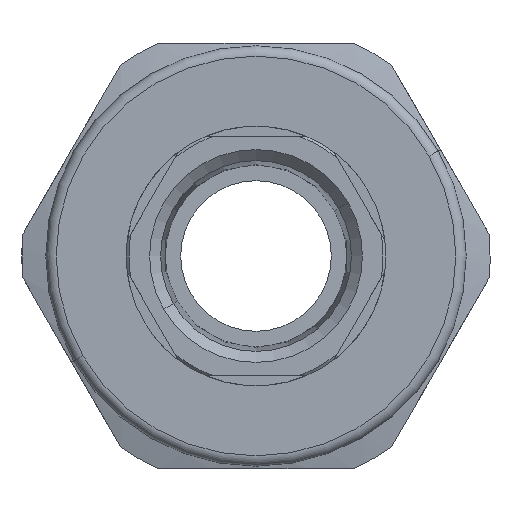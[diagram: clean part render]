
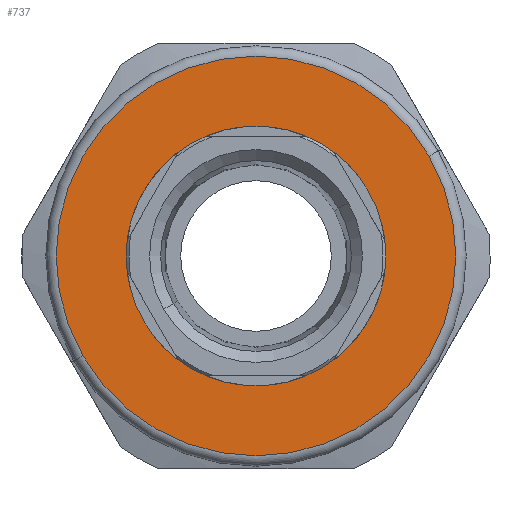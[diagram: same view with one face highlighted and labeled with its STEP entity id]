
A CAD part, left-side view. The second image highlights one B-rep face of the part: STEP entity #737.
In plain terms, the highlighted planar face has unit normal (-1, 0, 0).
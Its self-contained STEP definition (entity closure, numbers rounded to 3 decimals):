
#78 = CARTESIAN_POINT ( 'NONE',  ( -6.13, -10.825, 6.25 ) ) ;
#109 = EDGE_CURVE ( 'NONE', #153, #646, #657, .T. ) ;
#153 = VERTEX_POINT ( 'NONE', #2200 ) ;
#272 = CIRCLE ( 'NONE', #1400, 12.5 ) ;
#374 = DIRECTION ( 'NONE',  ( 0., 0.866, -0.5 ) ) ;
#376 = DIRECTION ( 'NONE',  ( 1., 0., 0. ) ) ;
#457 = AXIS2_PLACEMENT_3D ( 'NONE', #2621, #1193, #374 ) ;
#468 = CIRCLE ( 'NONE', #2065, 19.25 ) ;
#471 = CARTESIAN_POINT ( 'NONE',  ( -6.13, 16.671, -9.625 ) ) ;
#545 = ORIENTED_EDGE ( 'NONE', *, *, #1492, .F. ) ;
#597 = CARTESIAN_POINT ( 'NONE',  ( -6.13, 0., 0. ) ) ;
#646 = VERTEX_POINT ( 'NONE', #78 ) ;
#657 = CIRCLE ( 'NONE', #1274, 12.5 ) ;
#737 = ADVANCED_FACE ( 'NONE', ( #1014, #2399 ), #2013, .T. ) ;
#768 = DIRECTION ( 'NONE',  ( 0., -0.866, 0.5 ) ) ;
#893 = DIRECTION ( 'NONE',  ( 1., 0., 0. ) ) ;
#998 = EDGE_CURVE ( 'NONE', #646, #153, #272, .T. ) ;
#1014 = FACE_BOUND ( 'NONE', #1799, .T. ) ;
#1019 = VERTEX_POINT ( 'NONE', #471 ) ;
#1058 = CARTESIAN_POINT ( 'NONE',  ( -6.13, -16.671, 9.625 ) ) ;
#1193 = DIRECTION ( 'NONE',  ( 1., 0., 0. ) ) ;
#1203 = VERTEX_POINT ( 'NONE', #1058 ) ;
#1229 = DIRECTION ( 'NONE',  ( -1., 0., 0. ) ) ;
#1250 = CIRCLE ( 'NONE', #457, 19.25 ) ;
#1274 = AXIS2_PLACEMENT_3D ( 'NONE', #597, #376, #2593 ) ;
#1353 = ORIENTED_EDGE ( 'NONE', *, *, #2637, .F. ) ;
#1400 = AXIS2_PLACEMENT_3D ( 'NONE', #2521, #893, #2354 ) ;
#1413 = ORIENTED_EDGE ( 'NONE', *, *, #109, .T. ) ;
#1492 = EDGE_CURVE ( 'NONE', #1203, #1019, #1250, .T. ) ;
#1654 = CARTESIAN_POINT ( 'NONE',  ( -6.13, 0., 0. ) ) ;
#1799 = EDGE_LOOP ( 'NONE', ( #2230, #1413 ) ) ;
#2013 = PLANE ( 'NONE',  #2416 ) ;
#2060 = DIRECTION ( 'NONE',  ( 0., 0.866, -0.5 ) ) ;
#2065 = AXIS2_PLACEMENT_3D ( 'NONE', #1654, #2431, #2060 ) ;
#2200 = CARTESIAN_POINT ( 'NONE',  ( -6.13, 10.825, -6.25 ) ) ;
#2230 = ORIENTED_EDGE ( 'NONE', *, *, #998, .T. ) ;
#2354 = DIRECTION ( 'NONE',  ( 0., 0., 1. ) ) ;
#2399 = FACE_OUTER_BOUND ( 'NONE', #2427, .T. ) ;
#2416 = AXIS2_PLACEMENT_3D ( 'NONE', #2428, #1229, #768 ) ;
#2427 = EDGE_LOOP ( 'NONE', ( #1353, #545 ) ) ;
#2428 = CARTESIAN_POINT ( 'NONE',  ( -6.13, 0., 0. ) ) ;
#2431 = DIRECTION ( 'NONE',  ( 1., 0., 0. ) ) ;
#2521 = CARTESIAN_POINT ( 'NONE',  ( -6.13, 0., 0. ) ) ;
#2593 = DIRECTION ( 'NONE',  ( 0., 0., 1. ) ) ;
#2621 = CARTESIAN_POINT ( 'NONE',  ( -6.13, 0., 0. ) ) ;
#2637 = EDGE_CURVE ( 'NONE', #1019, #1203, #468, .T. ) ;
